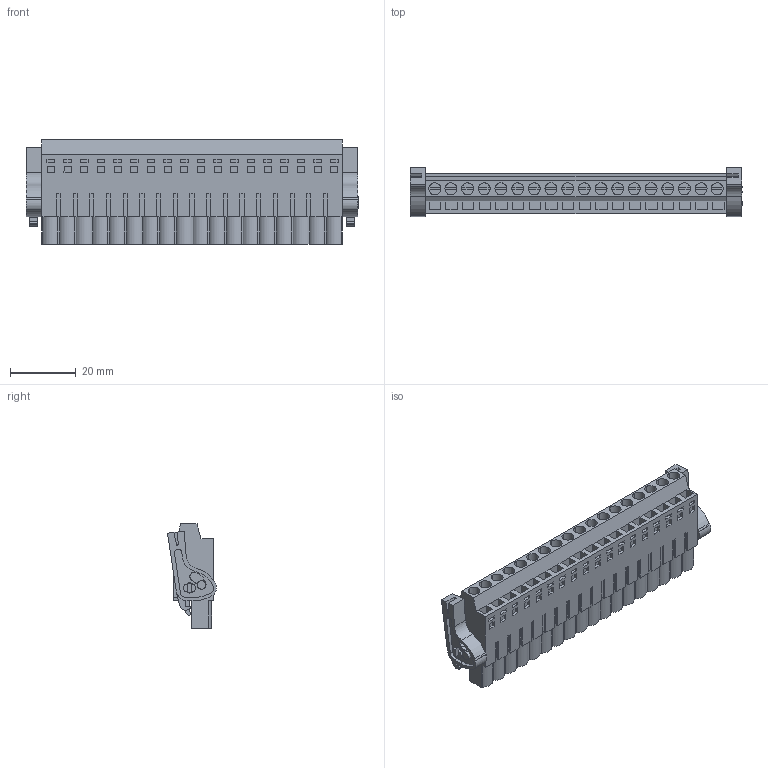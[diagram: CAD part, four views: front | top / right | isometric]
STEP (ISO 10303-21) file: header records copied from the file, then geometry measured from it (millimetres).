
FILE_DESCRIPTION(('CATIA V5 STEP Exchange','CAx-IF Rec.Pracs.--- Model Styling and Organization---1.2---2011-12-15'),'2;1');
FILE_NAME ('D1458709_0_1890380000_1890380000.stp','2017-10-31T20:46:54+00:00',('none'),('Weidmueller'),'CATIA Version 5-6 Release 2014','CATIA V5 STEP AP214','none');
FILE_SCHEMA(('AUTOMOTIVE_DESIGN { 1 0 10303 214 1 1 1 1 }'));
Length unit declared in the file: millimetre
Products named in the file (1): 1890380000
Bounding box: 101.14 x 14.91 x 31.8 mm (x, y, z)
Volume: 25692.2 mm3; surface area: 15254 mm2
Topology: 21 solids, 21 shells, 1321 faces, 3682 edges, 2505 vertices
Faces by surface type: plane 1085, cylinder 236
Entity records: 41041 total; most frequent: CARTESIAN_POINT 7776, ORIENTED_EDGE 7364, DIRECTION 5284, EDGE_CURVE 3682, VECTOR 3118, LINE 3118, VERTEX_POINT 2505, EDGE_LOOP 1431
